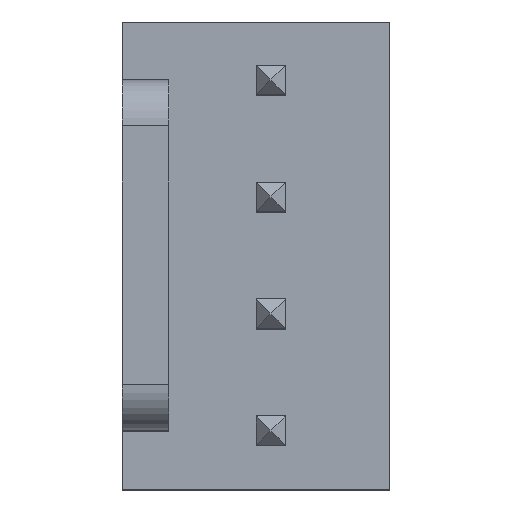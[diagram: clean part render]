
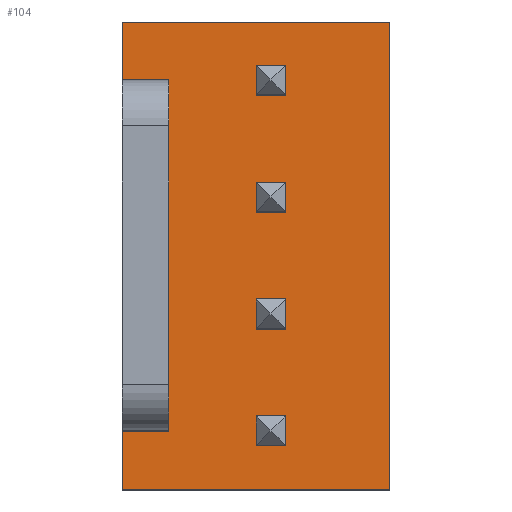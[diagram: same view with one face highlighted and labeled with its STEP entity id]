
A CAD part, top view. The second image highlights one B-rep face of the part: STEP entity #104.
In plain terms, the highlighted planar face has unit normal (0, 0, 1).
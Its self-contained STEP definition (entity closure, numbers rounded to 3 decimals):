
#24 = VERTEX_POINT('',#25);
#25 = CARTESIAN_POINT('',(0.,0.,3.3));
#40 = VERTEX_POINT('',#41);
#41 = CARTESIAN_POINT('',(5.8,0.,3.3));
#47 = EDGE_CURVE('',#24,#40,#48,.T.);
#48 = LINE('',#49,#50);
#49 = CARTESIAN_POINT('',(0.,0.,3.3));
#50 = VECTOR('',#51,1.);
#51 = DIRECTION('',(1.,0.,0.));
#70 = EDGE_CURVE('',#24,#71,#73,.T.);
#71 = VERTEX_POINT('',#72);
#72 = CARTESIAN_POINT('',(0.,-1.27,3.3));
#73 = LINE('',#74,#75);
#74 = CARTESIAN_POINT('',(0.,0.,3.3));
#75 = VECTOR('',#76,1.);
#76 = DIRECTION('',(0.,-1.,0.));
#79 = VERTEX_POINT('',#80);
#80 = CARTESIAN_POINT('',(0.,-8.89,3.3));
#86 = EDGE_CURVE('',#79,#87,#89,.T.);
#87 = VERTEX_POINT('',#88);
#88 = CARTESIAN_POINT('',(0.,-10.16,3.3));
#89 = LINE('',#90,#91);
#90 = CARTESIAN_POINT('',(0.,0.,3.3));
#91 = VECTOR('',#92,1.);
#92 = DIRECTION('',(0.,-1.,0.));
#104 = ADVANCED_FACE('',(#105,#146,#180,#214,#248),#282,.T.);
#105 = FACE_BOUND('',#106,.T.);
#106 = EDGE_LOOP('',(#107,#115,#116,#117,#125,#133,#139,#140));
#107 = ORIENTED_EDGE('',*,*,#108,.F.);
#108 = EDGE_CURVE('',#40,#109,#111,.T.);
#109 = VERTEX_POINT('',#110);
#110 = CARTESIAN_POINT('',(5.8,-10.16,3.3));
#111 = LINE('',#112,#113);
#112 = CARTESIAN_POINT('',(5.8,0.,3.3));
#113 = VECTOR('',#114,1.);
#114 = DIRECTION('',(0.,-1.,0.));
#115 = ORIENTED_EDGE('',*,*,#47,.F.);
#116 = ORIENTED_EDGE('',*,*,#70,.T.);
#117 = ORIENTED_EDGE('',*,*,#118,.T.);
#118 = EDGE_CURVE('',#71,#119,#121,.T.);
#119 = VERTEX_POINT('',#120);
#120 = CARTESIAN_POINT('',(1.,-1.27,3.3));
#121 = LINE('',#122,#123);
#122 = CARTESIAN_POINT('',(0.,-1.27,3.3));
#123 = VECTOR('',#124,1.);
#124 = DIRECTION('',(1.,0.,0.));
#125 = ORIENTED_EDGE('',*,*,#126,.T.);
#126 = EDGE_CURVE('',#119,#127,#129,.T.);
#127 = VERTEX_POINT('',#128);
#128 = CARTESIAN_POINT('',(1.,-8.89,3.3));
#129 = LINE('',#130,#131);
#130 = CARTESIAN_POINT('',(1.,-1.27,3.3));
#131 = VECTOR('',#132,1.);
#132 = DIRECTION('',(0.,-1.,0.));
#133 = ORIENTED_EDGE('',*,*,#134,.F.);
#134 = EDGE_CURVE('',#79,#127,#135,.T.);
#135 = LINE('',#136,#137);
#136 = CARTESIAN_POINT('',(0.,-8.89,3.3));
#137 = VECTOR('',#138,1.);
#138 = DIRECTION('',(1.,0.,0.));
#139 = ORIENTED_EDGE('',*,*,#86,.T.);
#140 = ORIENTED_EDGE('',*,*,#141,.T.);
#141 = EDGE_CURVE('',#87,#109,#142,.T.);
#142 = LINE('',#143,#144);
#143 = CARTESIAN_POINT('',(0.,-10.16,3.3));
#144 = VECTOR('',#145,1.);
#145 = DIRECTION('',(1.,0.,0.));
#146 = FACE_BOUND('',#147,.T.);
#147 = EDGE_LOOP('',(#148,#158,#166,#174));
#148 = ORIENTED_EDGE('',*,*,#149,.F.);
#149 = EDGE_CURVE('',#150,#152,#154,.T.);
#150 = VERTEX_POINT('',#151);
#151 = CARTESIAN_POINT('',(2.9,-4.13,3.3));
#152 = VERTEX_POINT('',#153);
#153 = CARTESIAN_POINT('',(3.54,-4.13,3.3));
#154 = LINE('',#155,#156);
#155 = CARTESIAN_POINT('',(1.45,-4.13,3.3));
#156 = VECTOR('',#157,1.);
#157 = DIRECTION('',(1.,0.,0.));
#158 = ORIENTED_EDGE('',*,*,#159,.T.);
#159 = EDGE_CURVE('',#150,#160,#162,.T.);
#160 = VERTEX_POINT('',#161);
#161 = CARTESIAN_POINT('',(2.9,-3.49,3.3));
#162 = LINE('',#163,#164);
#163 = CARTESIAN_POINT('',(2.9,-1.745,3.3));
#164 = VECTOR('',#165,1.);
#165 = DIRECTION('',(0.,1.,0.));
#166 = ORIENTED_EDGE('',*,*,#167,.T.);
#167 = EDGE_CURVE('',#160,#168,#170,.T.);
#168 = VERTEX_POINT('',#169);
#169 = CARTESIAN_POINT('',(3.54,-3.49,3.3));
#170 = LINE('',#171,#172);
#171 = CARTESIAN_POINT('',(1.45,-3.49,3.3));
#172 = VECTOR('',#173,1.);
#173 = DIRECTION('',(1.,0.,0.));
#174 = ORIENTED_EDGE('',*,*,#175,.F.);
#175 = EDGE_CURVE('',#152,#168,#176,.T.);
#176 = LINE('',#177,#178);
#177 = CARTESIAN_POINT('',(3.54,-1.745,3.3));
#178 = VECTOR('',#179,1.);
#179 = DIRECTION('',(0.,1.,0.));
#180 = FACE_BOUND('',#181,.T.);
#181 = EDGE_LOOP('',(#182,#192,#200,#208));
#182 = ORIENTED_EDGE('',*,*,#183,.T.);
#183 = EDGE_CURVE('',#184,#186,#188,.T.);
#184 = VERTEX_POINT('',#185);
#185 = CARTESIAN_POINT('',(2.9,-1.59,3.3));
#186 = VERTEX_POINT('',#187);
#187 = CARTESIAN_POINT('',(2.9,-0.95,3.3));
#188 = LINE('',#189,#190);
#189 = CARTESIAN_POINT('',(2.9,-0.475,3.3));
#190 = VECTOR('',#191,1.);
#191 = DIRECTION('',(0.,1.,0.));
#192 = ORIENTED_EDGE('',*,*,#193,.T.);
#193 = EDGE_CURVE('',#186,#194,#196,.T.);
#194 = VERTEX_POINT('',#195);
#195 = CARTESIAN_POINT('',(3.54,-0.95,3.3));
#196 = LINE('',#197,#198);
#197 = CARTESIAN_POINT('',(1.45,-0.95,3.3));
#198 = VECTOR('',#199,1.);
#199 = DIRECTION('',(1.,0.,0.));
#200 = ORIENTED_EDGE('',*,*,#201,.F.);
#201 = EDGE_CURVE('',#202,#194,#204,.T.);
#202 = VERTEX_POINT('',#203);
#203 = CARTESIAN_POINT('',(3.54,-1.59,3.3));
#204 = LINE('',#205,#206);
#205 = CARTESIAN_POINT('',(3.54,-0.475,3.3));
#206 = VECTOR('',#207,1.);
#207 = DIRECTION('',(0.,1.,0.));
#208 = ORIENTED_EDGE('',*,*,#209,.F.);
#209 = EDGE_CURVE('',#184,#202,#210,.T.);
#210 = LINE('',#211,#212);
#211 = CARTESIAN_POINT('',(1.45,-1.59,3.3));
#212 = VECTOR('',#213,1.);
#213 = DIRECTION('',(1.,0.,0.));
#214 = FACE_BOUND('',#215,.T.);
#215 = EDGE_LOOP('',(#216,#226,#234,#242));
#216 = ORIENTED_EDGE('',*,*,#217,.F.);
#217 = EDGE_CURVE('',#218,#220,#222,.T.);
#218 = VERTEX_POINT('',#219);
#219 = CARTESIAN_POINT('',(3.54,-6.67,3.3));
#220 = VERTEX_POINT('',#221);
#221 = CARTESIAN_POINT('',(3.54,-6.03,3.3));
#222 = LINE('',#223,#224);
#223 = CARTESIAN_POINT('',(3.54,-3.015,3.3));
#224 = VECTOR('',#225,1.);
#225 = DIRECTION('',(0.,1.,0.));
#226 = ORIENTED_EDGE('',*,*,#227,.F.);
#227 = EDGE_CURVE('',#228,#218,#230,.T.);
#228 = VERTEX_POINT('',#229);
#229 = CARTESIAN_POINT('',(2.9,-6.67,3.3));
#230 = LINE('',#231,#232);
#231 = CARTESIAN_POINT('',(1.45,-6.67,3.3));
#232 = VECTOR('',#233,1.);
#233 = DIRECTION('',(1.,0.,0.));
#234 = ORIENTED_EDGE('',*,*,#235,.T.);
#235 = EDGE_CURVE('',#228,#236,#238,.T.);
#236 = VERTEX_POINT('',#237);
#237 = CARTESIAN_POINT('',(2.9,-6.03,3.3));
#238 = LINE('',#239,#240);
#239 = CARTESIAN_POINT('',(2.9,-3.015,3.3));
#240 = VECTOR('',#241,1.);
#241 = DIRECTION('',(0.,1.,0.));
#242 = ORIENTED_EDGE('',*,*,#243,.T.);
#243 = EDGE_CURVE('',#236,#220,#244,.T.);
#244 = LINE('',#245,#246);
#245 = CARTESIAN_POINT('',(1.45,-6.03,3.3));
#246 = VECTOR('',#247,1.);
#247 = DIRECTION('',(1.,0.,0.));
#248 = FACE_BOUND('',#249,.T.);
#249 = EDGE_LOOP('',(#250,#260,#268,#276));
#250 = ORIENTED_EDGE('',*,*,#251,.F.);
#251 = EDGE_CURVE('',#252,#254,#256,.T.);
#252 = VERTEX_POINT('',#253);
#253 = CARTESIAN_POINT('',(2.9,-9.21,3.3));
#254 = VERTEX_POINT('',#255);
#255 = CARTESIAN_POINT('',(3.54,-9.21,3.3));
#256 = LINE('',#257,#258);
#257 = CARTESIAN_POINT('',(1.45,-9.21,3.3));
#258 = VECTOR('',#259,1.);
#259 = DIRECTION('',(1.,0.,0.));
#260 = ORIENTED_EDGE('',*,*,#261,.T.);
#261 = EDGE_CURVE('',#252,#262,#264,.T.);
#262 = VERTEX_POINT('',#263);
#263 = CARTESIAN_POINT('',(2.9,-8.57,3.3));
#264 = LINE('',#265,#266);
#265 = CARTESIAN_POINT('',(2.9,-4.285,3.3));
#266 = VECTOR('',#267,1.);
#267 = DIRECTION('',(0.,1.,0.));
#268 = ORIENTED_EDGE('',*,*,#269,.T.);
#269 = EDGE_CURVE('',#262,#270,#272,.T.);
#270 = VERTEX_POINT('',#271);
#271 = CARTESIAN_POINT('',(3.54,-8.57,3.3));
#272 = LINE('',#273,#274);
#273 = CARTESIAN_POINT('',(1.45,-8.57,3.3));
#274 = VECTOR('',#275,1.);
#275 = DIRECTION('',(1.,0.,0.));
#276 = ORIENTED_EDGE('',*,*,#277,.F.);
#277 = EDGE_CURVE('',#254,#270,#278,.T.);
#278 = LINE('',#279,#280);
#279 = CARTESIAN_POINT('',(3.54,-4.285,3.3));
#280 = VECTOR('',#281,1.);
#281 = DIRECTION('',(0.,1.,0.));
#282 = PLANE('',#283);
#283 = AXIS2_PLACEMENT_3D('',#284,#285,#286);
#284 = CARTESIAN_POINT('',(0.,0.,3.3));
#285 = DIRECTION('',(0.,0.,1.));
#286 = DIRECTION('',(0.,-1.,0.));
